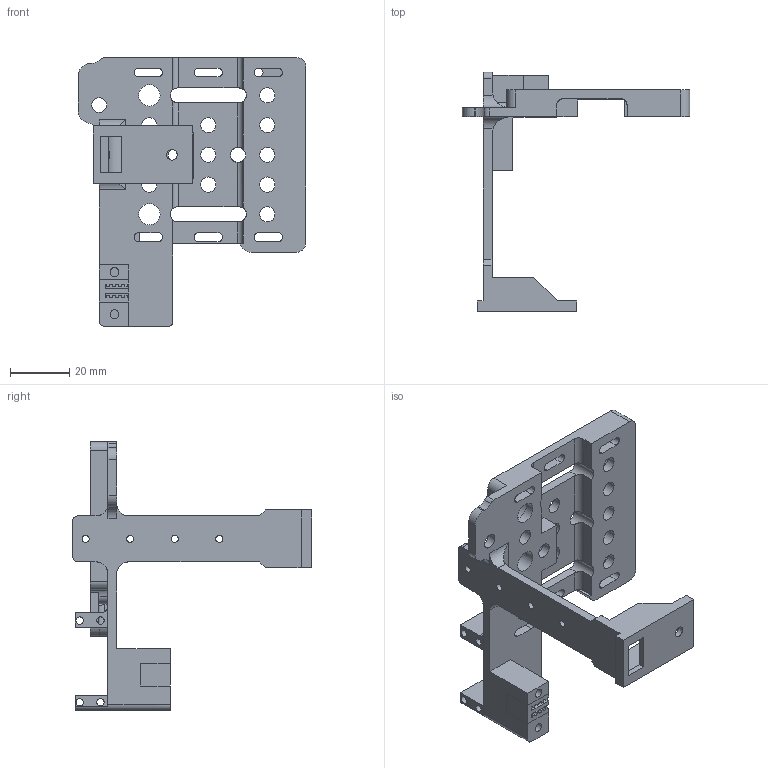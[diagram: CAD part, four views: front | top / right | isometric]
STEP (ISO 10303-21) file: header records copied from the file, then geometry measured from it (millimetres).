
FILE_DESCRIPTION(/* description */ (''),/* implementation_level */ '2;1');
FILE_NAME(/* name */ '',/* time_stamp */ '2026-02-06T23:09:34+03:00',/* author */ ('katya_notebook'),/* organization */ (''),/* preprocessor_version */ 'ST-DEVELOPER v20',/* originating_system */ 'Autodesk Inventor 2024',/* authorisation */ '');
FILE_SCHEMA (('AUTOMOTIVE_DESIGN { 1 0 10303 214 3 1 1 }'));
Length unit declared in the file: millimetre
Products named in the file (3): новая каретка; деталь основа 
каретки; деталь будет 
крепить ремень
Assembly tree (2 placements, depth 2):
  новая каретка
    деталь основа 
каретки
    деталь будет 
крепить ремень
Bounding box: 76.5 x 80.6 x 90.5 mm (x, y, z)
Volume: 34610.3 mm3; surface area: 23989.3 mm2
Topology: 2 solids, 2 shells, 268 faces, 779 edges, 516 vertices
Faces by surface type: plane 154, cylinder 114
Full cylindrical faces by diameter (mm): 2.4 x4, 2.5 x4, 3 x3, 3.58 x1, 5 x2, 5.1 x11, 7.2 x3, 10.5 x4
Entity records: 9305 total; most frequent: CARTESIAN_POINT 1745, ORIENTED_EDGE 1558, DIRECTION 1541, EDGE_CURVE 779, LINE 529, VECTOR 529, VERTEX_POINT 515, AXIS2_PLACEMENT_3D 506
